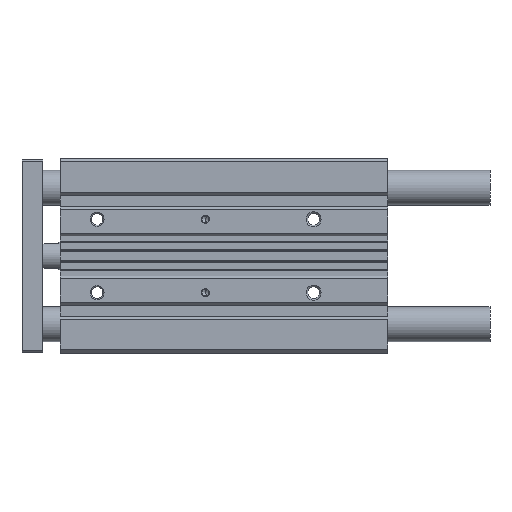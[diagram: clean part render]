
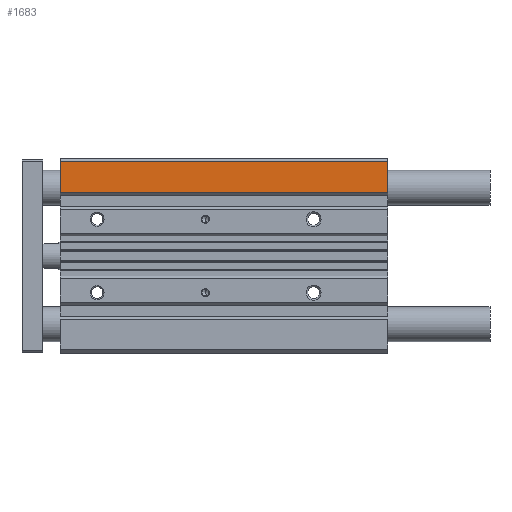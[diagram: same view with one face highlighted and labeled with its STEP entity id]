
A CAD part, front view. The second image highlights one B-rep face of the part: STEP entity #1683.
In plain terms, the highlighted planar face has unit normal (0, -1, 0).
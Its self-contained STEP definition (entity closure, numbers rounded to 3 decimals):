
#665 = EDGE_CURVE ( 'NONE', #11244, #8971, #8987, .T. ) ;
#1268 = ORIENTED_EDGE ( 'NONE', *, *, #5161, .T. ) ;
#1439 = DIRECTION ( 'NONE',  ( 0., 0., -1. ) ) ;
#1683 = ADVANCED_FACE ( 'NONE', ( #9253 ), #12281, .T. ) ;
#2266 = LINE ( 'NONE', #9160, #3920 ) ;
#3232 = CARTESIAN_POINT ( 'NONE',  ( 0., -24., 36.4 ) ) ;
#3583 = ORIENTED_EDGE ( 'NONE', *, *, #11165, .F. ) ;
#3920 = VECTOR ( 'NONE', #9349, 1000. ) ;
#4252 = AXIS2_PLACEMENT_3D ( 'NONE', #3232, #11480, #1439 ) ;
#5161 = EDGE_CURVE ( 'NONE', #11240, #11354, #6108, .T. ) ;
#5217 = LINE ( 'NONE', #6086, #5778 ) ;
#5241 = VECTOR ( 'NONE', #7297, 1000. ) ;
#5778 = VECTOR ( 'NONE', #12147, 1000. ) ;
#6086 = CARTESIAN_POINT ( 'NONE',  ( 0., -24., 36.4 ) ) ;
#6108 = LINE ( 'NONE', #12172, #5241 ) ;
#6481 = EDGE_LOOP ( 'NONE', ( #1268, #3583, #6861, #7558 ) ) ;
#6861 = ORIENTED_EDGE ( 'NONE', *, *, #665, .T. ) ;
#7260 = DIRECTION ( 'NONE',  ( 0., 0., 1. ) ) ;
#7297 = DIRECTION ( 'NONE',  ( 0., 0., -1. ) ) ;
#7558 = ORIENTED_EDGE ( 'NONE', *, *, #12899, .T. ) ;
#7888 = VECTOR ( 'NONE', #7260, 1000. ) ;
#8971 = VERTEX_POINT ( 'NONE', #12906 ) ;
#8987 = LINE ( 'NONE', #11147, #7888 ) ;
#9160 = CARTESIAN_POINT ( 'NONE',  ( 0., -24., 54.2 ) ) ;
#9253 = FACE_OUTER_BOUND ( 'NONE', #6481, .T. ) ;
#9349 = DIRECTION ( 'NONE',  ( -1., 0., 0. ) ) ;
#10298 = CARTESIAN_POINT ( 'NONE',  ( 187.5, -24., 36.4 ) ) ;
#10425 = CARTESIAN_POINT ( 'NONE',  ( 0., -24., 36.4 ) ) ;
#10557 = CARTESIAN_POINT ( 'NONE',  ( 0., -24., 54.2 ) ) ;
#11147 = CARTESIAN_POINT ( 'NONE',  ( 187.5, -24., 36.4 ) ) ;
#11165 = EDGE_CURVE ( 'NONE', #11244, #11354, #5217, .T. ) ;
#11240 = VERTEX_POINT ( 'NONE', #10557 ) ;
#11244 = VERTEX_POINT ( 'NONE', #10298 ) ;
#11354 = VERTEX_POINT ( 'NONE', #10425 ) ;
#11480 = DIRECTION ( 'NONE',  ( 0., -1., 0. ) ) ;
#12147 = DIRECTION ( 'NONE',  ( -1., 0., 0. ) ) ;
#12172 = CARTESIAN_POINT ( 'NONE',  ( 0., -24., 36.4 ) ) ;
#12281 = PLANE ( 'NONE',  #4252 ) ;
#12899 = EDGE_CURVE ( 'NONE', #8971, #11240, #2266, .T. ) ;
#12906 = CARTESIAN_POINT ( 'NONE',  ( 187.5, -24., 54.2 ) ) ;
